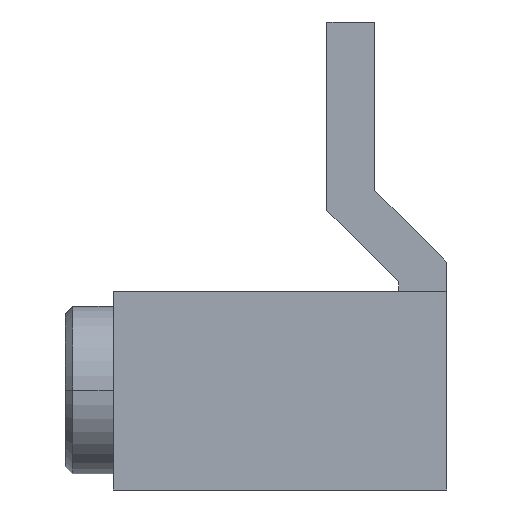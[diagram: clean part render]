
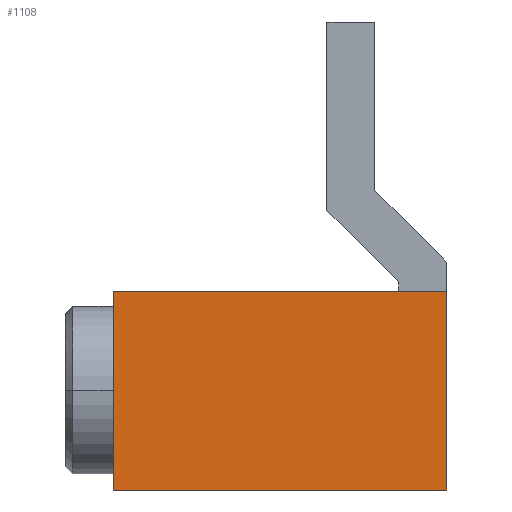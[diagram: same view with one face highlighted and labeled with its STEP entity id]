
A CAD part, left-side view. The second image highlights one B-rep face of the part: STEP entity #1108.
In plain terms, the highlighted planar face has unit normal (-1, 0, 0).
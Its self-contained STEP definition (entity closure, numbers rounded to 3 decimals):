
#1090=AXIS2_PLACEMENT_3D('Plane Axis2P3D',#1087,#1088,#1089) ;
#717=CARTESIAN_POINT('Vertex',(-41.555,45.3,-129.4)) ;
#720=CARTESIAN_POINT('Line Origine',(-41.555,45.3,-119.025)) ;
#724=CARTESIAN_POINT('Vertex',(-41.555,45.3,-108.65)) ;
#967=CARTESIAN_POINT('Vertex',(-41.555,10.5,-108.65)) ;
#970=CARTESIAN_POINT('Line Origine',(-41.555,10.5,-119.025)) ;
#974=CARTESIAN_POINT('Vertex',(-41.555,10.5,-129.4)) ;
#1087=CARTESIAN_POINT('Axis2P3D Location',(-41.555,0.,0.)) ;
#1092=CARTESIAN_POINT('Line Origine',(-41.555,27.9,-108.65)) ;
#1097=CARTESIAN_POINT('Line Origine',(-41.555,27.9,-129.4)) ;
#721=DIRECTION('Vector Direction',(0.,0.,1.)) ;
#971=DIRECTION('Vector Direction',(0.,0.,-1.)) ;
#1088=DIRECTION('Axis2P3D Direction',(-1.,0.,0.)) ;
#1089=DIRECTION('Axis2P3D XDirection',(0.,1.,0.)) ;
#1093=DIRECTION('Vector Direction',(0.,1.,0.)) ;
#1098=DIRECTION('Vector Direction',(0.,1.,0.)) ;
#722=VECTOR('Line Direction',#721,1.) ;
#972=VECTOR('Line Direction',#971,1.) ;
#1094=VECTOR('Line Direction',#1093,1.) ;
#1099=VECTOR('Line Direction',#1098,1.) ;
#1103=ORIENTED_EDGE('',*,*,#1096,.T.) ;
#1104=ORIENTED_EDGE('',*,*,#726,.T.) ;
#1105=ORIENTED_EDGE('',*,*,#1101,.T.) ;
#1106=ORIENTED_EDGE('',*,*,#976,.T.) ;
#1108=ADVANCED_FACE('Terminali esterni inferiori',(#1107),#1091,.T.) ;
#726=EDGE_CURVE('',#725,#718,#723,.F.) ;
#976=EDGE_CURVE('',#975,#968,#973,.F.) ;
#1096=EDGE_CURVE('',#968,#725,#1095,.T.) ;
#1101=EDGE_CURVE('',#718,#975,#1100,.F.) ;
#1102=EDGE_LOOP('',(#1103,#1104,#1105,#1106)) ;
#1107=FACE_OUTER_BOUND('',#1102,.T.) ;
#723=LINE('Line',#720,#722) ;
#973=LINE('Line',#970,#972) ;
#1095=LINE('Line',#1092,#1094) ;
#1100=LINE('Line',#1097,#1099) ;
#1091=PLANE('',#1090) ;
#718=VERTEX_POINT('',#717) ;
#725=VERTEX_POINT('',#724) ;
#968=VERTEX_POINT('',#967) ;
#975=VERTEX_POINT('',#974) ;
